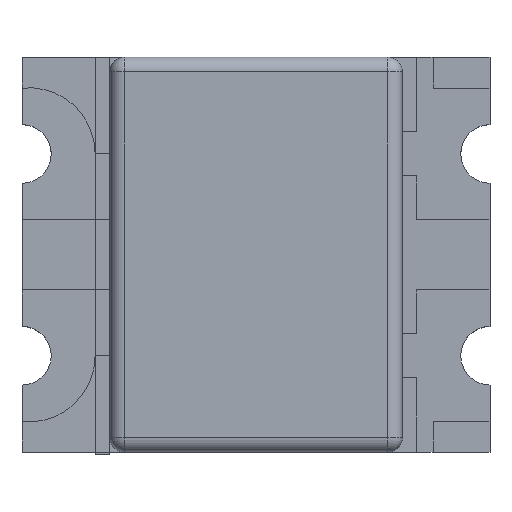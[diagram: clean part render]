
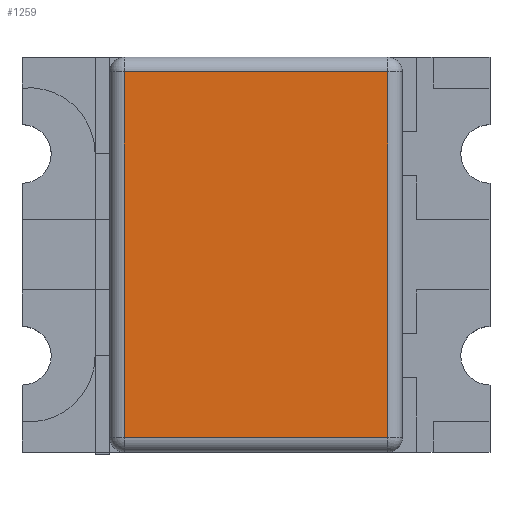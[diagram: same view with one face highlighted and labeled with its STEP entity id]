
A CAD part, top view. The second image highlights one B-rep face of the part: STEP entity #1259.
In plain terms, the highlighted planar face has unit normal (0, 0, 1).
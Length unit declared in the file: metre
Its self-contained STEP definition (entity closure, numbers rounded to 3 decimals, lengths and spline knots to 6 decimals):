
#653 = EDGE_CURVE( '', #1862, #1863, #1864, .T. );
#777 = EDGE_CURVE( '', #1863, #2080, #2081, .T. );
#1259 = ADVANCED_FACE( '', ( #2785 ), #2786, .T. );
#1363 = EDGE_CURVE( '', #1836, #1862, #2906, .T. );
#1397 = EDGE_CURVE( '', #2080, #1836, #2949, .T. );
#1836 = VERTEX_POINT( '', #3445 );
#1862 = VERTEX_POINT( '', #3480 );
#1863 = VERTEX_POINT( '', #3481 );
#1864 = LINE( '', #3482, #3483 );
#2080 = VERTEX_POINT( '', #3788 );
#2081 = LINE( '', #3789, #3790 );
#2785 = FACE_OUTER_BOUND( '', #4829, .T. );
#2786 = PLANE( '', #4830 );
#2906 = LINE( '', #5027, #5028 );
#2949 = LINE( '', #5090, #5091 );
#3445 = CARTESIAN_POINT( '', ( 0.0009, 0.00125, 0.0011 ) );
#3480 = CARTESIAN_POINT( '', ( 0.0009, -0.00125, 0.0011 ) );
#3481 = CARTESIAN_POINT( '', ( -0.0009, -0.00125, 0.0011 ) );
#3482 = CARTESIAN_POINT( '', ( -0.0008, -0.00125, 0.0011 ) );
#3483 = VECTOR( '', #5876, 1. );
#3788 = CARTESIAN_POINT( '', ( -0.0009, 0.00125, 0.0011 ) );
#3789 = CARTESIAN_POINT( '', ( -0.0009, 0.000675, 0.0011 ) );
#3790 = VECTOR( '', #6070, 1. );
#4829 = EDGE_LOOP( '', ( #6896, #6897, #6898, #6899 ) );
#4830 = AXIS2_PLACEMENT_3D( '', #6900, #6901, #6902 );
#5027 = CARTESIAN_POINT( '', ( 0.0009, -0.000675, 0.0011 ) );
#5028 = VECTOR( '', #7057, 1. );
#5090 = CARTESIAN_POINT( '', ( 0.0008, 0.00125, 0.0011 ) );
#5091 = VECTOR( '', #7127, 1. );
#5876 = DIRECTION( '', ( -1., 0., 0. ) );
#6070 = DIRECTION( '', ( 0., 1., 0. ) );
#6896 = ORIENTED_EDGE( '', *, *, #777, .F. );
#6897 = ORIENTED_EDGE( '', *, *, #653, .F. );
#6898 = ORIENTED_EDGE( '', *, *, #1363, .F. );
#6899 = ORIENTED_EDGE( '', *, *, #1397, .F. );
#6900 = CARTESIAN_POINT( '', ( 0., 0., 0.0011 ) );
#6901 = DIRECTION( '', ( 0., 0., 1. ) );
#6902 = DIRECTION( '', ( 1., 0., 0. ) );
#7057 = DIRECTION( '', ( 0., -1., 0. ) );
#7127 = DIRECTION( '', ( 1., 0., 0. ) );
